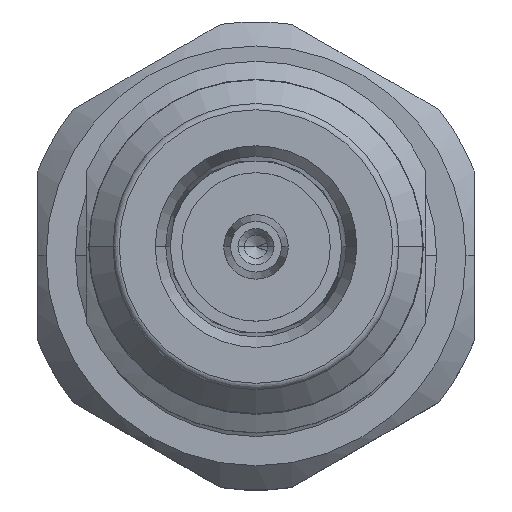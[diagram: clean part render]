
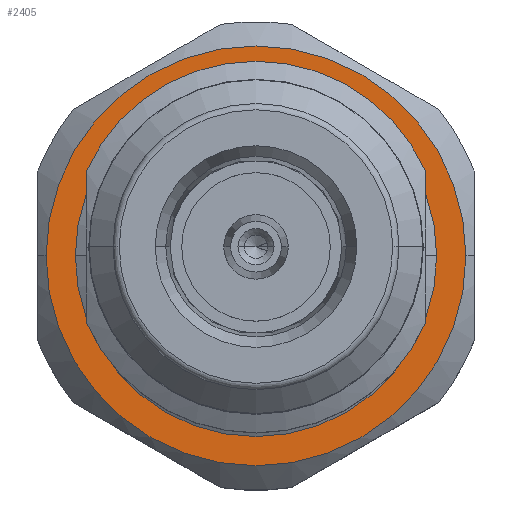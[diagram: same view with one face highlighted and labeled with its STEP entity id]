
A CAD part, top view. The second image highlights one B-rep face of the part: STEP entity #2405.
In plain terms, the highlighted face is planar.
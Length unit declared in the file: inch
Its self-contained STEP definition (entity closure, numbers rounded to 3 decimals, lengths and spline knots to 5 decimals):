
#132 = CARTESIAN_POINT ( 'NONE',  ( 0.67059, 0., -0.38942 ) ) ;
#490 = FACE_OUTER_BOUND ( 'NONE', #5355, .T. ) ;
#760 = CARTESIAN_POINT ( 'NONE',  ( 0.67059, 0., 0.33521 ) ) ;
#997 = CARTESIAN_POINT ( 'NONE',  ( 0.67059, 0., 0. ) ) ;
#1176 = DIRECTION ( 'NONE',  ( -1., 0., 0. ) ) ;
#1265 = CARTESIAN_POINT ( 'NONE',  ( 0.67059, 0., 0.38942 ) ) ;
#1661 = VERTEX_POINT ( 'NONE', #132 ) ;
#1683 = AXIS2_PLACEMENT_3D ( 'NONE', #997, #2242, #7112 ) ;
#1803 = PLANE ( 'NONE',  #7658 ) ;
#2117 = EDGE_CURVE ( 'NONE', #3527, #3079, #4866, .T. ) ;
#2242 = DIRECTION ( 'NONE',  ( -1., 0., 0. ) ) ;
#2405 = ADVANCED_FACE ( 'NONE', ( #490, #3656 ), #1803, .F. ) ;
#2586 = DIRECTION ( 'NONE',  ( -1., 0., 0. ) ) ;
#2791 = DIRECTION ( 'NONE',  ( 0., 0., 1. ) ) ;
#2848 = AXIS2_PLACEMENT_3D ( 'NONE', #5822, #2902, #2791 ) ;
#2902 = DIRECTION ( 'NONE',  ( -1., 0., 0. ) ) ;
#2961 = DIRECTION ( 'NONE',  ( -1., 0., 0. ) ) ;
#3048 = CARTESIAN_POINT ( 'NONE',  ( 0.67059, 0.38942, 0. ) ) ;
#3079 = VERTEX_POINT ( 'NONE', #5431 ) ;
#3206 = EDGE_CURVE ( 'NONE', #1661, #6707, #3262, .T. ) ;
#3223 = CIRCLE ( 'NONE', #1683, 0.33521 ) ;
#3262 = CIRCLE ( 'NONE', #5297, 0.38942 ) ;
#3493 = CIRCLE ( 'NONE', #2848, 0.38942 ) ;
#3510 = CARTESIAN_POINT ( 'NONE',  ( 0.67059, 0., 0. ) ) ;
#3527 = VERTEX_POINT ( 'NONE', #760 ) ;
#3593 = AXIS2_PLACEMENT_3D ( 'NONE', #3510, #1176, #3670 ) ;
#3656 = FACE_BOUND ( 'NONE', #6246, .T. ) ;
#3670 = DIRECTION ( 'NONE',  ( 0., 0., 1. ) ) ;
#3872 = CARTESIAN_POINT ( 'NONE',  ( 0.67059, 0., 0. ) ) ;
#3887 = EDGE_CURVE ( 'NONE', #3079, #3527, #3223, .T. ) ;
#4518 = ORIENTED_EDGE ( 'NONE', *, *, #3206, .F. ) ;
#4642 = EDGE_CURVE ( 'NONE', #6707, #1661, #3493, .T. ) ;
#4866 = CIRCLE ( 'NONE', #3593, 0.33521 ) ;
#4880 = DIRECTION ( 'NONE',  ( 0., 0., 1. ) ) ;
#5144 = DIRECTION ( 'NONE',  ( 0., 0., 1. ) ) ;
#5297 = AXIS2_PLACEMENT_3D ( 'NONE', #3872, #2586, #5144 ) ;
#5355 = EDGE_LOOP ( 'NONE', ( #6264, #4518 ) ) ;
#5423 = ORIENTED_EDGE ( 'NONE', *, *, #3887, .T. ) ;
#5431 = CARTESIAN_POINT ( 'NONE',  ( 0.67059, 0., -0.33521 ) ) ;
#5822 = CARTESIAN_POINT ( 'NONE',  ( 0.67059, 0., 0. ) ) ;
#6246 = EDGE_LOOP ( 'NONE', ( #7009, #5423 ) ) ;
#6264 = ORIENTED_EDGE ( 'NONE', *, *, #4642, .F. ) ;
#6707 = VERTEX_POINT ( 'NONE', #1265 ) ;
#7009 = ORIENTED_EDGE ( 'NONE', *, *, #2117, .T. ) ;
#7112 = DIRECTION ( 'NONE',  ( 0., 0., 1. ) ) ;
#7658 = AXIS2_PLACEMENT_3D ( 'NONE', #3048, #2961, #4880 ) ;
